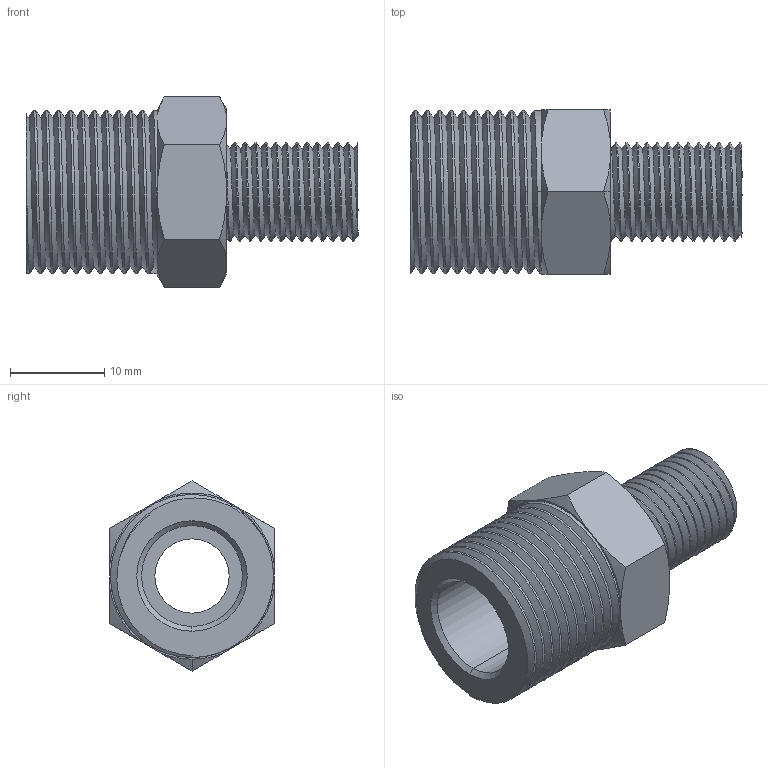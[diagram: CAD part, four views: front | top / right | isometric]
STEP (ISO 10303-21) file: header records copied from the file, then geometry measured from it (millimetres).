
FILE_DESCRIPTION (( 'STEP AP203' ), '1' );
FILE_NAME ('BFMC-38N-14N.step', '2016-02-15T20:05:45', ( '' ), ( '' ), 'SwSTEP 2.0', 'SolidWorks 2015', '' );
FILE_SCHEMA (( 'CONFIG_CONTROL_DESIGN' ));
Length unit declared in the file: inch
Products named in the file (1): BFMC-38N-14N
Bounding box: 35.18 x 17.46 x 20.16 mm (x, y, z)
Volume: 3723.6 mm3; surface area: 3809.1 mm2
Topology: 1 solids, 1 shells, 89 faces, 242 edges, 158 vertices
Faces by surface type: cylinder 53, cone 16, plane 14, bspline 6
Entity records: 6444 total; most frequent: CARTESIAN_POINT 4464, ORIENTED_EDGE 484, DIRECTION 313, EDGE_CURVE 242, VERTEX_POINT 158, AXIS2_PLACEMENT_3D 115, EDGE_LOOP 94, FACE_OUTER_BOUND 89
